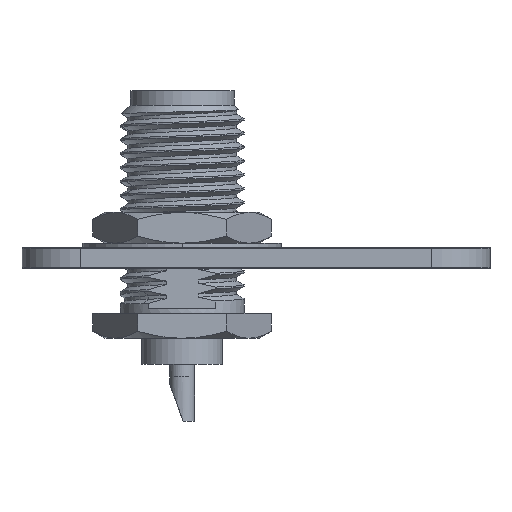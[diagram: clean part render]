
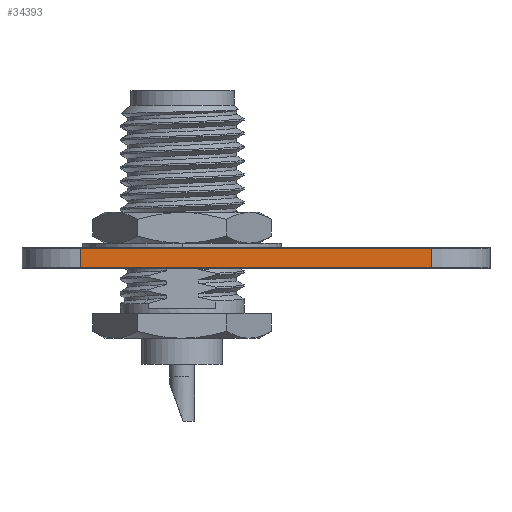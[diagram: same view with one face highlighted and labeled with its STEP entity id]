
A CAD part, left-side view. The second image highlights one B-rep face of the part: STEP entity #34393.
In plain terms, the highlighted planar face has unit normal (-1, 0, 0).
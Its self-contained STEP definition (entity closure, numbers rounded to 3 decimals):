
#33742 = VERTEX_POINT('',#33743);
#33743 = CARTESIAN_POINT('',(-35.75,21.013,0.));
#33750 = EDGE_CURVE('',#33751,#33742,#33753,.T.);
#33751 = VERTEX_POINT('',#33752);
#33752 = CARTESIAN_POINT('',(-35.75,3.013,0.));
#33753 = LINE('',#33754,#33755);
#33754 = CARTESIAN_POINT('',(-35.75,3.013,0.));
#33755 = VECTOR('',#33756,1.);
#33756 = DIRECTION('',(0.,1.,0.));
#34041 = VERTEX_POINT('',#34042);
#34042 = CARTESIAN_POINT('',(-35.75,21.013,1.));
#34049 = EDGE_CURVE('',#34050,#34041,#34052,.T.);
#34050 = VERTEX_POINT('',#34051);
#34051 = CARTESIAN_POINT('',(-35.75,3.013,1.));
#34052 = LINE('',#34053,#34054);
#34053 = CARTESIAN_POINT('',(-35.75,3.013,1.));
#34054 = VECTOR('',#34055,1.);
#34055 = DIRECTION('',(0.,1.,0.));
#34363 = EDGE_CURVE('',#33742,#34041,#34364,.T.);
#34364 = LINE('',#34365,#34366);
#34365 = CARTESIAN_POINT('',(-35.75,21.013,0.));
#34366 = VECTOR('',#34367,1.);
#34367 = DIRECTION('',(0.,0.,1.));
#34393 = ADVANCED_FACE('',(#34394),#34405,.T.);
#34394 = FACE_BOUND('',#34395,.T.);
#34395 = EDGE_LOOP('',(#34396,#34402,#34403,#34404));
#34396 = ORIENTED_EDGE('',*,*,#34397,.T.);
#34397 = EDGE_CURVE('',#33751,#34050,#34398,.T.);
#34398 = LINE('',#34399,#34400);
#34399 = CARTESIAN_POINT('',(-35.75,3.013,0.));
#34400 = VECTOR('',#34401,1.);
#34401 = DIRECTION('',(0.,0.,1.));
#34402 = ORIENTED_EDGE('',*,*,#34049,.T.);
#34403 = ORIENTED_EDGE('',*,*,#34363,.F.);
#34404 = ORIENTED_EDGE('',*,*,#33750,.F.);
#34405 = PLANE('',#34406);
#34406 = AXIS2_PLACEMENT_3D('',#34407,#34408,#34409);
#34407 = CARTESIAN_POINT('',(-35.75,3.013,0.));
#34408 = DIRECTION('',(-1.,0.,0.));
#34409 = DIRECTION('',(0.,1.,0.));
